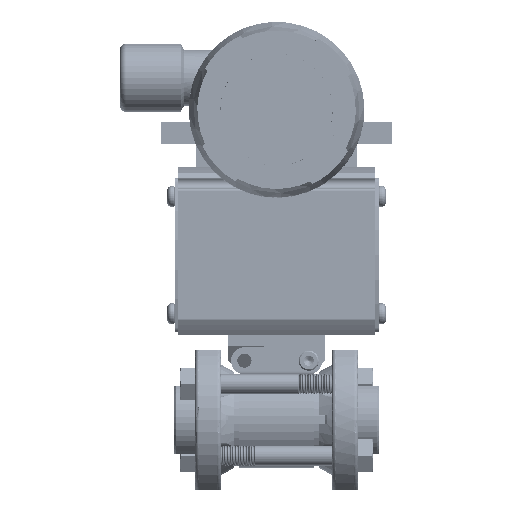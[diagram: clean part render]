
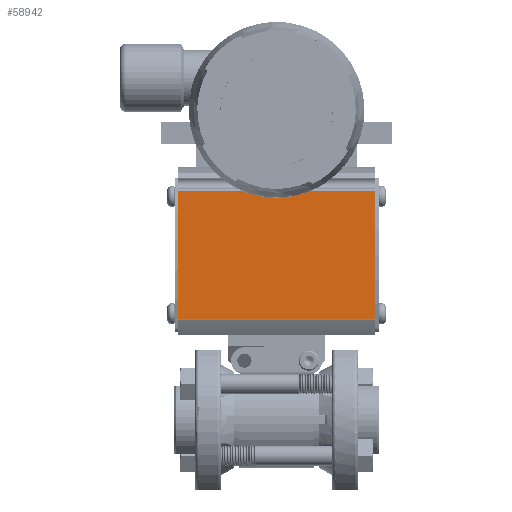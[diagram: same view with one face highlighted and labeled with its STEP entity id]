
A CAD part, top view. The second image highlights one B-rep face of the part: STEP entity #58942.
In plain terms, the highlighted planar face has unit normal (0, 0, 1).
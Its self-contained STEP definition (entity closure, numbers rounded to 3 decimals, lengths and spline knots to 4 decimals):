
#1782 = DIRECTION ( 'NONE',  ( 0., -1., 0. ) ) ;
#4081 = VERTEX_POINT ( 'NONE', #78194 ) ;
#9437 = EDGE_CURVE ( 'NONE', #108635, #12227, #12647, .T. ) ;
#12227 = VERTEX_POINT ( 'NONE', #40800 ) ;
#12647 = LINE ( 'NONE', #142851, #107204 ) ;
#19969 = ORIENTED_EDGE ( 'NONE', *, *, #9437, .T. ) ;
#29187 = EDGE_CURVE ( 'NONE', #4081, #33536, #71311, .T. ) ;
#33536 = VERTEX_POINT ( 'NONE', #55598 ) ;
#38421 = VECTOR ( 'NONE', #57195, 39.3701 ) ;
#40800 = CARTESIAN_POINT ( 'NONE',  ( 1.5275, 1.5679, 1.17 ) ) ;
#55598 = CARTESIAN_POINT ( 'NONE',  ( -1.5275, 3.5621, 1.17 ) ) ;
#57195 = DIRECTION ( 'NONE',  ( -1., 0., 0. ) ) ;
#58185 = VECTOR ( 'NONE', #122036, 39.3701 ) ;
#58942 = ADVANCED_FACE ( 'NONE', ( #89206 ), #87646, .F. ) ;
#69797 = VECTOR ( 'NONE', #153172, 39.3701 ) ;
#71311 = LINE ( 'NONE', #131059, #38421 ) ;
#74577 = EDGE_CURVE ( 'NONE', #108635, #33536, #139261, .T. ) ;
#75220 = CARTESIAN_POINT ( 'NONE',  ( -5.0403, 3.5694, 1.17 ) ) ;
#75745 = DIRECTION ( 'NONE',  ( 0., 0., -1. ) ) ;
#78194 = CARTESIAN_POINT ( 'NONE',  ( 1.5275, 3.5621, 1.17 ) ) ;
#87646 = PLANE ( 'NONE',  #93290 ) ;
#89206 = FACE_OUTER_BOUND ( 'NONE', #98439, .T. ) ;
#90998 = LINE ( 'NONE', #109634, #58185 ) ;
#93290 = AXIS2_PLACEMENT_3D ( 'NONE', #75220, #75745, #1782 ) ;
#94027 = CARTESIAN_POINT ( 'NONE',  ( -1.5275, 1.5679, 1.17 ) ) ;
#98439 = EDGE_LOOP ( 'NONE', ( #103756, #146917, #149361, #19969 ) ) ;
#103503 = CARTESIAN_POINT ( 'NONE',  ( -1.5275, 3.5694, 1.17 ) ) ;
#103756 = ORIENTED_EDGE ( 'NONE', *, *, #123557, .F. ) ;
#107204 = VECTOR ( 'NONE', #130417, 39.3701 ) ;
#108635 = VERTEX_POINT ( 'NONE', #94027 ) ;
#109634 = CARTESIAN_POINT ( 'NONE',  ( 1.5275, 3.5694, 1.17 ) ) ;
#122036 = DIRECTION ( 'NONE',  ( 0., -1., 0. ) ) ;
#123557 = EDGE_CURVE ( 'NONE', #4081, #12227, #90998, .T. ) ;
#130417 = DIRECTION ( 'NONE',  ( 1., 0., 0. ) ) ;
#131059 = CARTESIAN_POINT ( 'NONE',  ( -5.0403, 3.5621, 1.17 ) ) ;
#139261 = LINE ( 'NONE', #103503, #69797 ) ;
#142851 = CARTESIAN_POINT ( 'NONE',  ( -5.0403, 1.5679, 1.17 ) ) ;
#146917 = ORIENTED_EDGE ( 'NONE', *, *, #29187, .T. ) ;
#149361 = ORIENTED_EDGE ( 'NONE', *, *, #74577, .F. ) ;
#153172 = DIRECTION ( 'NONE',  ( 0., 1., 0. ) ) ;
